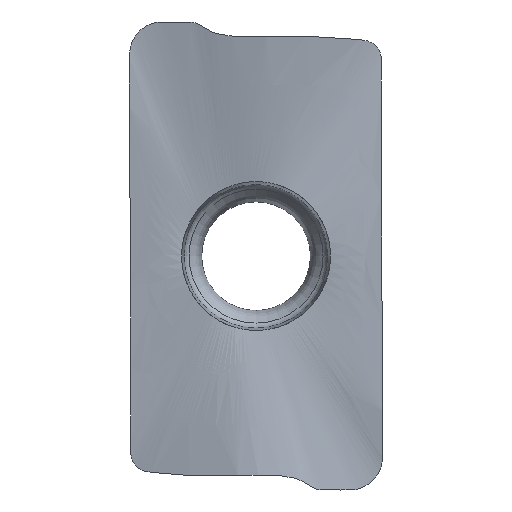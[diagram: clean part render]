
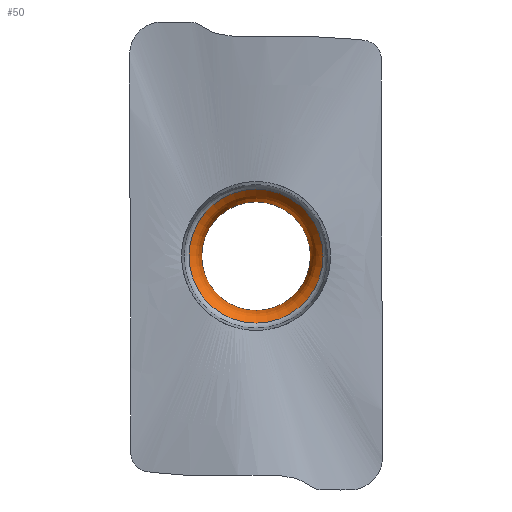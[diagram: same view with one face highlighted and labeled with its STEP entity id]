
A CAD part, top view. The second image highlights one B-rep face of the part: STEP entity #50.
In plain terms, the highlighted toroidal (fillet/blend) face has major radius 3.3 mm and minor radius 1.25 mm.
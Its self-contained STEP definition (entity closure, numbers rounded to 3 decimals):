
#36=TOROIDAL_SURFACE('',#199,3.3,1.25);
#50=ADVANCED_FACE('',(#69,#70),#36,.T.);
#69=FACE_BOUND('',#87,.T.);
#70=FACE_BOUND('',#88,.T.);
#87=EDGE_LOOP('',(#113));
#88=EDGE_LOOP('',(#114));
#113=ORIENTED_EDGE('',*,*,#138,.T.);
#114=ORIENTED_EDGE('',*,*,#140,.F.);
#125=VERTEX_POINT('',#4830);
#127=VERTEX_POINT('',#4836);
#138=EDGE_CURVE('',#125,#125,#143,.T.);
#140=EDGE_CURVE('',#127,#127,#145,.T.);
#143=CIRCLE('',#193,2.05);
#145=CIRCLE('',#197,2.527);
#193=AXIS2_PLACEMENT_3D('',#4829,#216,#217);
#197=AXIS2_PLACEMENT_3D('',#4835,#224,#225);
#199=AXIS2_PLACEMENT_3D('',#4838,#228,#229);
#216=DIRECTION('',(0.,0.,-1.));
#217=DIRECTION('',(1.,0.,0.));
#224=DIRECTION('',(0.,0.,-1.));
#225=DIRECTION('',(1.,0.,0.));
#228=DIRECTION('',(0.,0.,1.));
#229=DIRECTION('',(1.,0.,0.));
#4829=CARTESIAN_POINT('',(0.,0.,-3.82));
#4830=CARTESIAN_POINT('',(2.05,0.,-3.82));
#4835=CARTESIAN_POINT('',(0.,0.,-2.837));
#4836=CARTESIAN_POINT('',(2.527,0.,-2.837));
#4838=CARTESIAN_POINT('',(0.,0.,-3.82));
